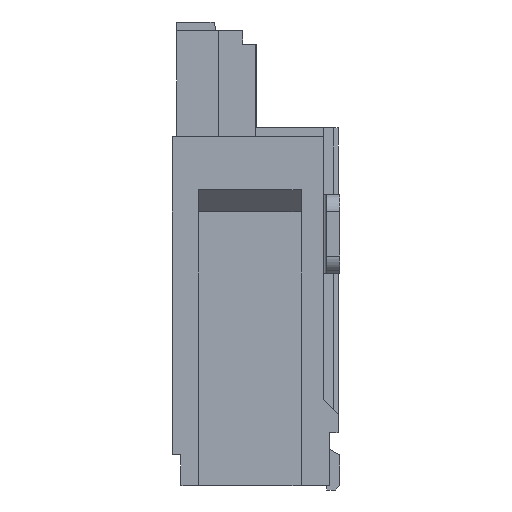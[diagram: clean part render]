
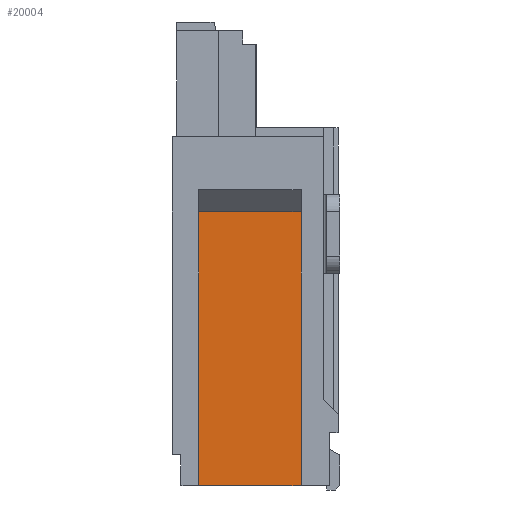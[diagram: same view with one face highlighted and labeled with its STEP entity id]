
A CAD part, left-side view. The second image highlights one B-rep face of the part: STEP entity #20004.
In plain terms, the highlighted planar face has unit normal (-1, 0, 0).
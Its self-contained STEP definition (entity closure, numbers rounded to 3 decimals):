
#7331=DIRECTION('',(0.,-1.,0.));
#7332=VECTOR('',#7331,1.16);
#7333=CARTESIAN_POINT('',(-4.35,1.58,-4.05));
#7334=LINE('',#7333,#7332);
#7355=DIRECTION('',(0.,1.,0.));
#7356=VECTOR('',#7355,1.16);
#7357=CARTESIAN_POINT('',(-4.35,0.42,-0.95));
#7358=LINE('',#7357,#7356);
#7359=DIRECTION('',(0.,0.,1.));
#7360=VECTOR('',#7359,3.1);
#7361=CARTESIAN_POINT('',(-4.35,1.58,-4.05));
#7362=LINE('',#7361,#7360);
#7371=DIRECTION('',(0.,0.,1.));
#7372=VECTOR('',#7371,3.1);
#7373=CARTESIAN_POINT('',(-4.35,0.42,-4.05));
#7374=LINE('',#7373,#7372);
#7564=CARTESIAN_POINT('',(-4.35,1.58,-4.05));
#7565=CARTESIAN_POINT('',(-4.35,0.42,-4.05));
#7566=VERTEX_POINT('',#7564);
#7567=VERTEX_POINT('',#7565);
#7634=CARTESIAN_POINT('',(-4.35,1.58,-0.95));
#7636=VERTEX_POINT('',#7634);
#7640=CARTESIAN_POINT('',(-4.35,0.42,-0.95));
#7641=VERTEX_POINT('',#7640);
#19990=CARTESIAN_POINT('',(-4.35,1.58,-4.05));
#19991=DIRECTION('',(1.,0.,0.));
#19992=DIRECTION('',(0.,-1.,0.));
#19993=AXIS2_PLACEMENT_3D('',#19990,#19991,#19992);
#19994=PLANE('',#19993);
#19996=ORIENTED_EDGE('',*,*,#19995,.F.);
#19998=ORIENTED_EDGE('',*,*,#19997,.F.);
#19999=ORIENTED_EDGE('',*,*,#19975,.F.);
#20001=ORIENTED_EDGE('',*,*,#20000,.T.);
#20002=EDGE_LOOP('',(#19996,#19998,#19999,#20001));
#20003=FACE_OUTER_BOUND('',#20002,.F.);
#20004=ADVANCED_FACE('',(#20003),#19994,.F.);
#19975=EDGE_CURVE('',#7566,#7567,#7334,.T.);
#19995=EDGE_CURVE('',#7641,#7636,#7358,.T.);
#19997=EDGE_CURVE('',#7567,#7641,#7374,.T.);
#20000=EDGE_CURVE('',#7566,#7636,#7362,.T.);
